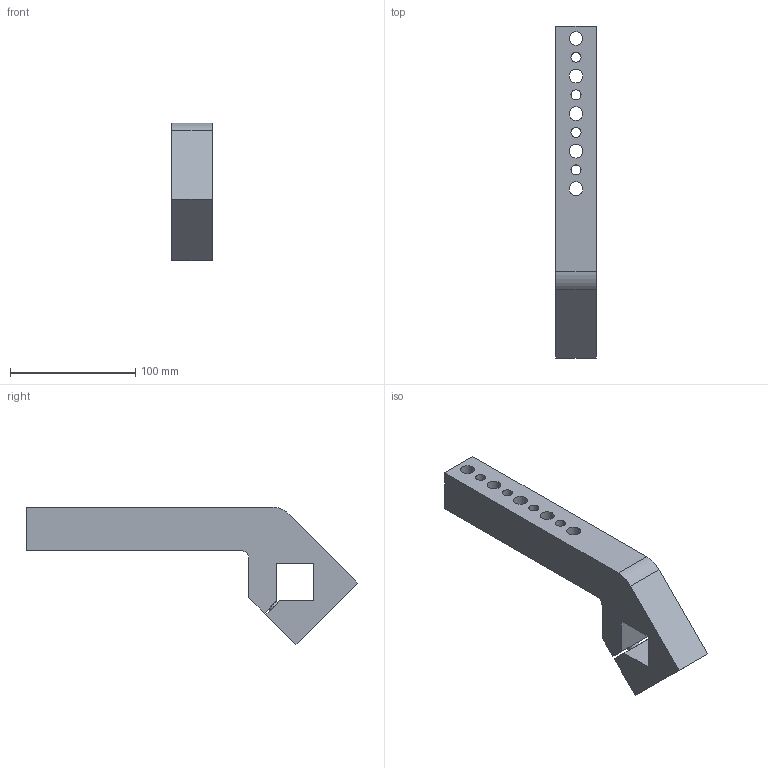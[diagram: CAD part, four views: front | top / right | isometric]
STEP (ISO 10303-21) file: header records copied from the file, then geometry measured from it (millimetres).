
FILE_DESCRIPTION(/* description */ (''),/* implementation_level */ '2;1');
FILE_NAME(/* name */ 'QNACA132M.stp',/* time_stamp */ '2018-10-18T14:54:52+02:00',/* author */ ('donadda1'),/* organization */ ('Pneumax S.p.A.'),/* preprocessor_version */ 'ST-DEVELOPER v17',/* originating_system */ 'Autodesk Inventor 2019',/* authorisation */ '');
FILE_SCHEMA (('AP203_CONFIGURATION_CONTROLLED_3D_DESIGN_OF_MECHANICAL_PARTS_AND_ASSEMBLIES_MIM_LF { 1 0 10303 203 3 1 4 }','AUTOMOTIVE_DESIGN { 1 0 10303 214 3 1 1 }'));
Length unit declared in the file: millimetre
Products named in the file (1): QNACA132M
Bounding box: 32 x 265.2 x 110.2 mm (x, y, z)
Volume: 332690.7 mm3; surface area: 56158.3 mm2
Topology: 1 solids, 1 shells, 29 faces, 82 edges, 54 vertices
Faces by surface type: plane 17, cylinder 12
Full cylindrical faces by diameter (mm): 8 x4, 10 x1, 11 x5
Entity records: 1025 total; most frequent: DIRECTION 168, CARTESIAN_POINT 166, ORIENTED_EDGE 164, EDGE_CURVE 82, LINE 56, VECTOR 56, AXIS2_PLACEMENT_3D 56, VERTEX_POINT 54
